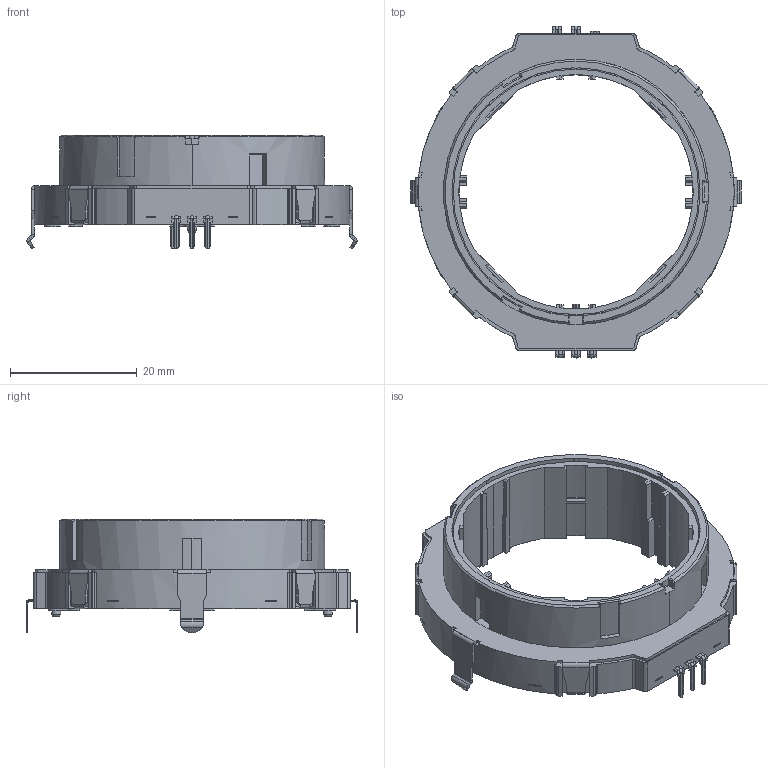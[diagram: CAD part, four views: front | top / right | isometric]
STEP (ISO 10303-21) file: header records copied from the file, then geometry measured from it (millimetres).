
FILE_DESCRIPTION (( 'STEP AP214' ), '1' );
FILE_NAME ('EC50A0920404.STEP', '2013-03-04T00:54:20', ( '' ), ( '' ), 'SwSTEP 2.0', 'SolidWorks 2012', '' );
FILE_SCHEMA (( 'AUTOMOTIVE_DESIGN' ));
Length unit declared in the file: millimetre
Products named in the file (1): EC50A0920404
Bounding box: 52.2 x 52.45 x 18 mm (x, y, z)
Volume: 8245.9 mm3; surface area: 6457.9 mm2
Topology: 1 solids, 1 shells, 796 faces, 2186 edges, 1412 vertices
Faces by surface type: plane 468, cylinder 265, bspline 46, cone 9, torus 8
Entity records: 34651 total; most frequent: CARTESIAN_POINT 5985, ORIENTED_EDGE 4372, DIRECTION 3941, EDGE_CURVE 2186, VERTEX_POINT 1412, LINE 1387, VECTOR 1387, AXIS2_PLACEMENT_3D 1277
